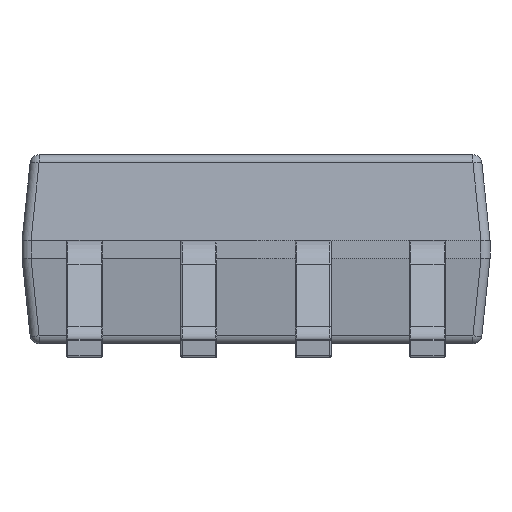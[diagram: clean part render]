
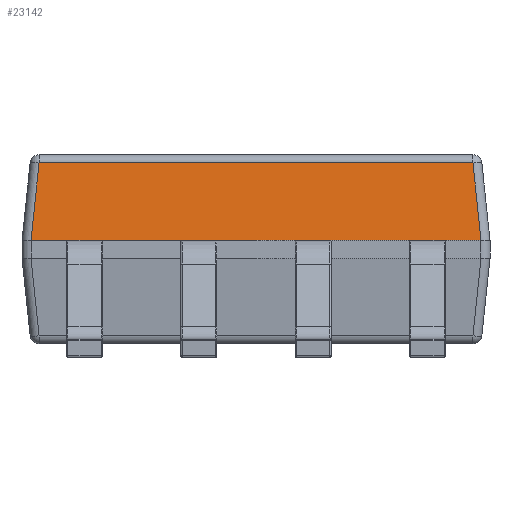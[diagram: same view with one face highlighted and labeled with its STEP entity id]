
A CAD part, left-side view. The second image highlights one B-rep face of the part: STEP entity #23142.
In plain terms, the highlighted planar face has unit normal (-0.995, 0, 0.105).
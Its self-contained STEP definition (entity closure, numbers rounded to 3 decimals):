
#461 =( BOUNDED_CURVE ( )  B_SPLINE_CURVE ( 3, ( #32970, #6336, #18233, #28070 ),
 .UNSPECIFIED., .F., .F. ) 
 B_SPLINE_CURVE_WITH_KNOTS ( ( 4, 4 ),
 ( 0., 0.005 ),
 .UNSPECIFIED. ) 
 CURVE ( )  GEOMETRIC_REPRESENTATION_ITEM ( )  RATIONAL_B_SPLINE_CURVE ( ( 1., 1., 1., 1. ) ) 
 REPRESENTATION_ITEM ( '' )  );
#641 = LINE ( 'NONE', #32896, #16711 ) ;
#650 = ORIENTED_EDGE ( 'NONE', *, *, #2992, .T. ) ;
#1114 = DIRECTION ( 'NONE',  ( 0.104, 0.104, 0.989 ) ) ;
#1720 = EDGE_LOOP ( 'NONE', ( #650, #14505, #13755, #4319, #18079, #20051 ) ) ;
#2506 = CARTESIAN_POINT ( 'NONE',  ( -2.559, -2.41, 2.11 ) ) ;
#2992 = EDGE_CURVE ( 'NONE', #31399, #4269, #641, .T. ) ;
#3313 = CARTESIAN_POINT ( 'NONE',  ( -2.65, 2.5, 1.25 ) ) ;
#3686 = VERTEX_POINT ( 'NONE', #25522 ) ;
#4269 = VERTEX_POINT ( 'NONE', #29633 ) ;
#4319 = ORIENTED_EDGE ( 'NONE', *, *, #5507, .T. ) ;
#4351 = VERTEX_POINT ( 'NONE', #31165 ) ;
#4477 = LINE ( 'NONE', #28851, #15149 ) ;
#4542 = FACE_OUTER_BOUND ( 'NONE', #1720, .T. ) ;
#5507 = EDGE_CURVE ( 'NONE', #3686, #4351, #461, .T. ) ;
#6336 = CARTESIAN_POINT ( 'NONE',  ( -2.65, -2.5, 1.25 ) ) ;
#7237 = CARTESIAN_POINT ( 'NONE',  ( -2.559, 2.41, 2.11 ) ) ;
#9343 = CARTESIAN_POINT ( 'NONE',  ( -2.65, 2.5, 1.25 ) ) ;
#9966 = VECTOR ( 'NONE', #1114, 1000. ) ;
#10276 = VERTEX_POINT ( 'NONE', #2506 ) ;
#13755 = ORIENTED_EDGE ( 'NONE', *, *, #19179, .F. ) ;
#13881 = DIRECTION ( 'NONE',  ( 0., 1., 0. ) ) ;
#14505 = ORIENTED_EDGE ( 'NONE', *, *, #38337, .T. ) ;
#15149 = VECTOR ( 'NONE', #25955, 1000. ) ;
#15396 = VECTOR ( 'NONE', #37166, 1000. ) ;
#15660 = CARTESIAN_POINT ( 'NONE',  ( -2.65, 2.5, 1.25 ) ) ;
#16458 = EDGE_CURVE ( 'NONE', #4351, #10276, #33761, .T. ) ;
#16711 = VECTOR ( 'NONE', #21500, 1000. ) ;
#17185 = LINE ( 'NONE', #28425, #15396 ) ;
#18045 = VERTEX_POINT ( 'NONE', #15660 ) ;
#18079 = ORIENTED_EDGE ( 'NONE', *, *, #16458, .T. ) ;
#18233 = CARTESIAN_POINT ( 'NONE',  ( -2.65, -2.5, 1.25 ) ) ;
#18929 = CARTESIAN_POINT ( 'NONE',  ( -2.55, 0., 2.2 ) ) ;
#19122 = DIRECTION ( 'NONE',  ( -0.995, 0., 0.105 ) ) ;
#19179 = EDGE_CURVE ( 'NONE', #3686, #18045, #17185, .T. ) ;
#20051 = ORIENTED_EDGE ( 'NONE', *, *, #30183, .T. ) ;
#21435 = CARTESIAN_POINT ( 'NONE',  ( -2.65, 2.501, 1.25 ) ) ;
#21500 = DIRECTION ( 'NONE',  ( -0.104, 0.104, -0.989 ) ) ;
#21921 = AXIS2_PLACEMENT_3D ( 'NONE', #18929, #19122, #13881 ) ;
#23142 = ADVANCED_FACE ( 'NONE', ( #4542 ), #25343, .T. ) ;
#25343 = PLANE ( 'NONE',  #21921 ) ;
#25522 = CARTESIAN_POINT ( 'NONE',  ( -2.65, -2.5, 1.25 ) ) ;
#25955 = DIRECTION ( 'NONE',  ( 0., 1., 0. ) ) ;
#27009 = CARTESIAN_POINT ( 'NONE',  ( -2.65, 2.5, 1.25 ) ) ;
#28022 =( BOUNDED_CURVE ( )  B_SPLINE_CURVE ( 3, ( #21435, #27009, #3313, #9343 ),
 .UNSPECIFIED., .F., .T. ) 
 B_SPLINE_CURVE_WITH_KNOTS ( ( 4, 4 ),
 ( 6.278, 6.283 ),
 .UNSPECIFIED. ) 
 CURVE ( )  GEOMETRIC_REPRESENTATION_ITEM ( )  RATIONAL_B_SPLINE_CURVE ( ( 1., 1., 1., 1. ) ) 
 REPRESENTATION_ITEM ( '' )  );
#28070 = CARTESIAN_POINT ( 'NONE',  ( -2.65, -2.501, 1.25 ) ) ;
#28425 = CARTESIAN_POINT ( 'NONE',  ( -2.65, 2.6, 1.25 ) ) ;
#28851 = CARTESIAN_POINT ( 'NONE',  ( -2.559, 0., 2.11 ) ) ;
#29633 = CARTESIAN_POINT ( 'NONE',  ( -2.65, 2.501, 1.25 ) ) ;
#30183 = EDGE_CURVE ( 'NONE', #10276, #31399, #4477, .T. ) ;
#30451 = CARTESIAN_POINT ( 'NONE',  ( -2.524, -2.375, 2.447 ) ) ;
#31165 = CARTESIAN_POINT ( 'NONE',  ( -2.65, -2.501, 1.25 ) ) ;
#31399 = VERTEX_POINT ( 'NONE', #7237 ) ;
#32896 = CARTESIAN_POINT ( 'NONE',  ( -2.524, 2.375, 2.447 ) ) ;
#32970 = CARTESIAN_POINT ( 'NONE',  ( -2.65, -2.5, 1.25 ) ) ;
#33761 = LINE ( 'NONE', #30451, #9966 ) ;
#37166 = DIRECTION ( 'NONE',  ( 0., 1., 0. ) ) ;
#38337 = EDGE_CURVE ( 'NONE', #4269, #18045, #28022, .T. ) ;
